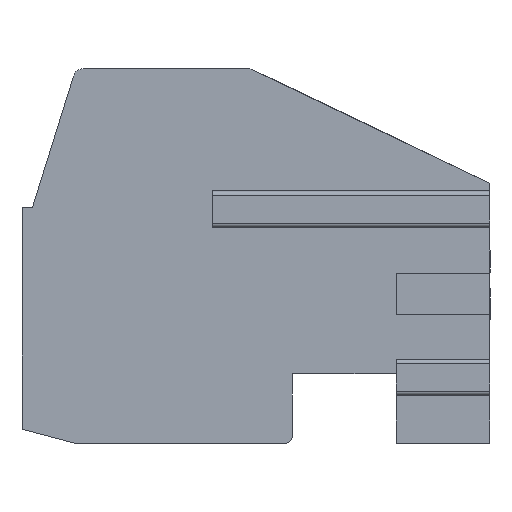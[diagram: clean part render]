
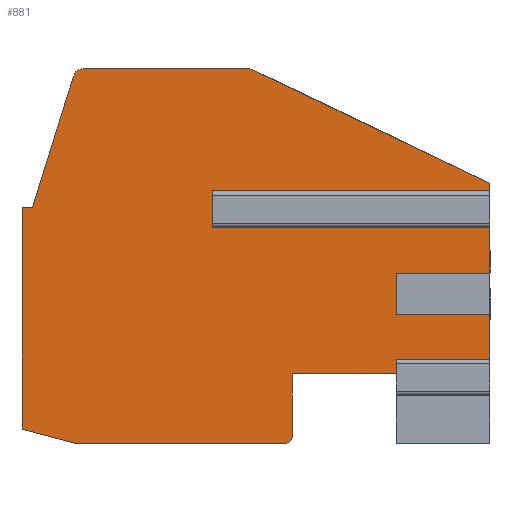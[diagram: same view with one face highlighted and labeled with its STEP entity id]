
A CAD part, left-side view. The second image highlights one B-rep face of the part: STEP entity #881.
In plain terms, the highlighted planar face has unit normal (-1, 0, 0).
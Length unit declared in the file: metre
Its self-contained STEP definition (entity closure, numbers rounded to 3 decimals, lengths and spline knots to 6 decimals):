
#881=ADVANCED_FACE('',(#1816),#1817,.F.);
#1816=FACE_OUTER_BOUND('',#2746,.T.);
#1817=PLANE('',#2747);
#2746=EDGE_LOOP('',(#5288,#5289,#5290,#5291,#5292,#5293,#5294,#5295,#5296,#5297,#5298,#5299,#5300,#5301,#5302,#5303,#5304,#5305,#5306,#5307,#5308,#5309,#5310));
#2747=AXIS2_PLACEMENT_3D('',#5311,#5312,#5313);
#5288=ORIENTED_EDGE('',*,*,#5484,.F.);
#5289=ORIENTED_EDGE('',*,*,#5657,.F.);
#5290=ORIENTED_EDGE('',*,*,#5661,.F.);
#5291=ORIENTED_EDGE('',*,*,#5848,.F.);
#5292=ORIENTED_EDGE('',*,*,#5861,.F.);
#5293=ORIENTED_EDGE('',*,*,#6294,.T.);
#5294=ORIENTED_EDGE('',*,*,#5825,.F.);
#5295=ORIENTED_EDGE('',*,*,#6296,.F.);
#5296=ORIENTED_EDGE('',*,*,#6273,.T.);
#5297=ORIENTED_EDGE('',*,*,#6301,.T.);
#5298=ORIENTED_EDGE('',*,*,#5821,.F.);
#5299=ORIENTED_EDGE('',*,*,#6303,.F.);
#5300=ORIENTED_EDGE('',*,*,#6260,.T.);
#5301=ORIENTED_EDGE('',*,*,#6320,.T.);
#5302=ORIENTED_EDGE('',*,*,#5811,.F.);
#5303=ORIENTED_EDGE('',*,*,#6233,.F.);
#5304=ORIENTED_EDGE('',*,*,#5688,.F.);
#5305=ORIENTED_EDGE('',*,*,#5374,.F.);
#5306=ORIENTED_EDGE('',*,*,#5792,.F.);
#5307=ORIENTED_EDGE('',*,*,#5392,.F.);
#5308=ORIENTED_EDGE('',*,*,#5787,.F.);
#5309=ORIENTED_EDGE('',*,*,#5651,.F.);
#5310=ORIENTED_EDGE('',*,*,#5772,.F.);
#5311=CARTESIAN_POINT('',(0.035,0.,0.0197));
#5312=DIRECTION('',(1.0,0.,0.));
#5313=DIRECTION('',(0.0,0.,1.0));
#5374=EDGE_CURVE('',#6397,#6400,#6401,.T.);
#5392=EDGE_CURVE('',#6427,#6430,#6431,.T.);
#5484=EDGE_CURVE('',#6583,#6586,#6587,.T.);
#5651=EDGE_CURVE('',#6863,#6864,#6865,.T.);
#5657=EDGE_CURVE('',#6872,#6583,#6875,.T.);
#5661=EDGE_CURVE('',#6878,#6872,#6881,.T.);
#5688=EDGE_CURVE('',#6400,#6920,#6921,.T.);
#5772=EDGE_CURVE('',#6586,#6863,#7027,.T.);
#5787=EDGE_CURVE('',#6864,#6427,#7045,.T.);
#5792=EDGE_CURVE('',#6430,#6397,#7050,.T.);
#5811=EDGE_CURVE('',#7079,#7081,#7082,.T.);
#5821=EDGE_CURVE('',#7099,#7101,#7102,.T.);
#5825=EDGE_CURVE('',#7107,#7109,#7110,.T.);
#5848=EDGE_CURVE('',#7152,#6878,#7153,.T.);
#5861=EDGE_CURVE('',#7174,#7152,#7176,.T.);
#6233=EDGE_CURVE('',#6920,#7079,#7698,.T.);
#6260=EDGE_CURVE('',#7727,#7728,#7729,.T.);
#6273=EDGE_CURVE('',#7753,#7751,#7754,.T.);
#6294=EDGE_CURVE('',#7174,#7109,#7775,.T.);
#6296=EDGE_CURVE('',#7753,#7107,#7777,.T.);
#6301=EDGE_CURVE('',#7751,#7101,#7782,.T.);
#6303=EDGE_CURVE('',#7727,#7099,#7784,.T.);
#6320=EDGE_CURVE('',#7728,#7081,#7801,.T.);
#6397=VERTEX_POINT('',#7897);
#6400=VERTEX_POINT('',#7901);
#6401=LINE('',#7902,#7903);
#6427=VERTEX_POINT('',#7940);
#6430=VERTEX_POINT('',#7944);
#6431=LINE('',#7945,#7946);
#6583=VERTEX_POINT('',#8186);
#6586=VERTEX_POINT('',#8190);
#6587=LINE('',#8191,#8192);
#6863=VERTEX_POINT('',#8595);
#6864=VERTEX_POINT('',#8596);
#6865=LINE('',#8597,#8598);
#6872=VERTEX_POINT('',#8608);
#6875=CIRCLE('',#8612,0.0002);
#6878=VERTEX_POINT('',#8615);
#6881=LINE('',#8619,#8620);
#6920=VERTEX_POINT('',#8670);
#6921=CIRCLE('',#8671,0.0003);
#7027=LINE('',#8823,#8824);
#7045=LINE('',#8848,#8849);
#7050=CIRCLE('',#8855,0.0003);
#7079=VERTEX_POINT('',#8893);
#7081=VERTEX_POINT('',#8896);
#7082=LINE('',#8897,#8898);
#7099=VERTEX_POINT('',#8919);
#7101=VERTEX_POINT('',#8922);
#7102=LINE('',#8923,#8924);
#7107=VERTEX_POINT('',#8931);
#7109=VERTEX_POINT('',#8934);
#7110=LINE('',#8935,#8936);
#7152=VERTEX_POINT('',#8993);
#7153=LINE('',#8994,#8995);
#7174=VERTEX_POINT('',#9022);
#7176=LINE('',#9025,#9026);
#7698=LINE('',#9751,#9752);
#7727=VERTEX_POINT('',#9796);
#7728=VERTEX_POINT('',#9797);
#7729=LINE('',#9798,#9799);
#7751=VERTEX_POINT('',#9827);
#7753=VERTEX_POINT('',#9830);
#7754=LINE('',#9831,#9832);
#7775=LINE('',#9863,#9864);
#7777=LINE('',#9866,#9867);
#7782=LINE('',#9874,#9875);
#7784=LINE('',#9877,#9878);
#7801=LINE('',#9903,#9904);
#7897=CARTESIAN_POINT('',(0.035,0.,0.02));
#7901=CARTESIAN_POINT('',(0.035,-0.004761,0.02));
#7902=CARTESIAN_POINT('',(0.035,-0.004761,0.02));
#7903=VECTOR('',#9977,1.0);
#7940=CARTESIAN_POINT('',(0.035,0.001471,0.016));
#7944=CARTESIAN_POINT('',(0.035,0.000286,0.019789));
#7945=CARTESIAN_POINT('',(0.035,0.000286,0.019789));
#7946=VECTOR('',#9993,1.0);
#8186=CARTESIAN_POINT('',(0.035,-0.005829,0.0092));
#8190=CARTESIAN_POINT('',(0.035,0.000271,0.0092));
#8191=CARTESIAN_POINT('',(0.035,0.000271,0.0092));
#8192=VECTOR('',#10104,1.0);
#8595=CARTESIAN_POINT('',(0.035,0.001771,0.009602));
#8596=CARTESIAN_POINT('',(0.035,0.001771,0.016));
#8597=CARTESIAN_POINT('',(0.035,0.001771,0.016));
#8598=VECTOR('',#10316,1.0);
#8608=CARTESIAN_POINT('',(0.035,-0.006029,0.0094));
#8612=AXIS2_PLACEMENT_3D('',#10321,#10322,#10323);
#8615=CARTESIAN_POINT('',(0.035,-0.006029,0.0112));
#8619=CARTESIAN_POINT('',(0.035,-0.006029,0.0094));
#8620=VECTOR('',#10328,1.0);
#8670=CARTESIAN_POINT('',(0.035,-0.004891,0.019971));
#8671=AXIS2_PLACEMENT_3D('',#10361,#10362,#10363);
#8823=CARTESIAN_POINT('',(0.035,0.001771,0.009602));
#8824=VECTOR('',#10443,1.0);
#8848=CARTESIAN_POINT('',(0.035,0.001471,0.016));
#8849=VECTOR('',#10453,1.0);
#8855=AXIS2_PLACEMENT_3D('',#10455,#10456,#10457);
#8893=CARTESIAN_POINT('',(0.035,-0.011729,0.0167));
#8896=CARTESIAN_POINT('',(0.035,-0.011729,0.016278));
#8897=CARTESIAN_POINT('',(0.035,-0.011729,0.0092));
#8898=VECTOR('',#10477,1.0);
#8919=CARTESIAN_POINT('',(0.035,-0.011729,0.015622));
#8922=CARTESIAN_POINT('',(0.035,-0.011729,0.0141));
#8923=CARTESIAN_POINT('',(0.035,-0.011729,0.0092));
#8924=VECTOR('',#10495,1.0);
#8931=CARTESIAN_POINT('',(0.035,-0.011729,0.0129));
#8934=CARTESIAN_POINT('',(0.035,-0.011729,0.011428));
#8935=CARTESIAN_POINT('',(0.035,-0.011729,0.0092));
#8936=VECTOR('',#10499,1.0);
#8993=CARTESIAN_POINT('',(0.035,-0.009029,0.0112));
#8994=CARTESIAN_POINT('',(0.035,-0.006029,0.0112));
#8995=VECTOR('',#10533,1.0);
#9022=CARTESIAN_POINT('',(0.035,-0.009029,0.011428));
#9025=CARTESIAN_POINT('',(0.035,-0.009029,0.0197));
#9026=VECTOR('',#10553,1.0);
#9751=CARTESIAN_POINT('',(0.035,-0.011729,0.0167));
#9752=VECTOR('',#10909,1.0);
#9796=CARTESIAN_POINT('',(0.035,-0.003729,0.015622));
#9797=CARTESIAN_POINT('',(0.035,-0.003729,0.016278));
#9798=CARTESIAN_POINT('',(0.035,-0.003729,0.015622));
#9799=VECTOR('',#10922,1.0);
#9827=CARTESIAN_POINT('',(0.035,-0.009029,0.0141));
#9830=CARTESIAN_POINT('',(0.035,-0.009029,0.0129));
#9831=CARTESIAN_POINT('',(0.035,-0.009029,0.0141));
#9832=VECTOR('',#10942,1.0);
#9863=CARTESIAN_POINT('',(0.035,0.003271,0.011428));
#9864=VECTOR('',#10953,1.0);
#9866=CARTESIAN_POINT('',(0.035,-0.011729,0.0129));
#9867=VECTOR('',#10954,1.0);
#9874=CARTESIAN_POINT('',(0.035,-0.011729,0.0141));
#9875=VECTOR('',#10957,1.0);
#9877=CARTESIAN_POINT('',(0.035,0.003271,0.015622));
#9878=VECTOR('',#10958,1.0);
#9903=CARTESIAN_POINT('',(0.035,0.003271,0.016278));
#9904=VECTOR('',#10967,1.0);
#9977=DIRECTION('',(0.,-1.0,0.));
#9993=DIRECTION('',(0.,-0.298,0.954));
#10104=DIRECTION('',(0.,1.0,0.));
#10316=DIRECTION('',(0.,0.,1.0));
#10321=CARTESIAN_POINT('',(0.035,-0.005829,0.0094));
#10322=DIRECTION('',(1.0,0.,0.));
#10323=DIRECTION('',(0.,0.707,0.707));
#10328=DIRECTION('',(0.,0.,-1.0));
#10361=CARTESIAN_POINT('',(0.035,-0.004761,0.0197));
#10362=DIRECTION('',(1.0,0.,0.));
#10363=DIRECTION('',(0.,0.221,-0.975));
#10443=DIRECTION('',(0.,0.966,0.259));
#10453=DIRECTION('',(0.,-1.0,0.));
#10455=CARTESIAN_POINT('',(0.035,0.,0.0197));
#10456=DIRECTION('',(1.0,0.,0.));
#10457=DIRECTION('',(0.,-0.592,-0.806));
#10477=DIRECTION('',(0.0,0.,-1.0));
#10495=DIRECTION('',(0.0,0.,-1.0));
#10499=DIRECTION('',(0.0,0.,-1.0));
#10533=DIRECTION('',(0.,1.0,0.));
#10553=DIRECTION('',(0.0,0.,-1.0));
#10909=DIRECTION('',(0.,-0.902,-0.431));
#10922=DIRECTION('',(0.0,0.,1.0));
#10942=DIRECTION('',(0.,0.,1.0));
#10953=DIRECTION('',(0.,-1.0,0.));
#10954=DIRECTION('',(0.,-1.0,0.));
#10957=DIRECTION('',(0.,-1.0,0.));
#10958=DIRECTION('',(0.,-1.0,0.));
#10967=DIRECTION('',(0.,-1.0,0.));
